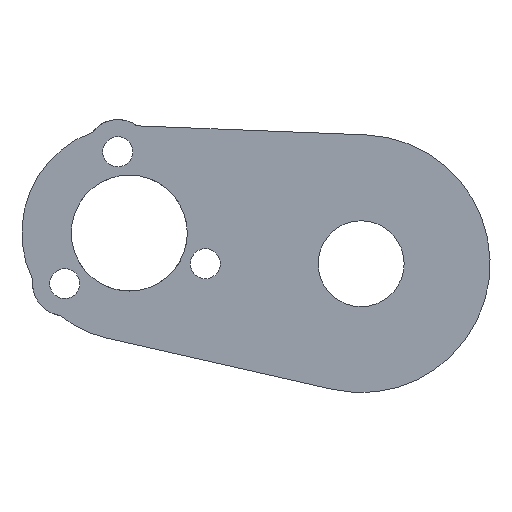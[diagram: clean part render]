
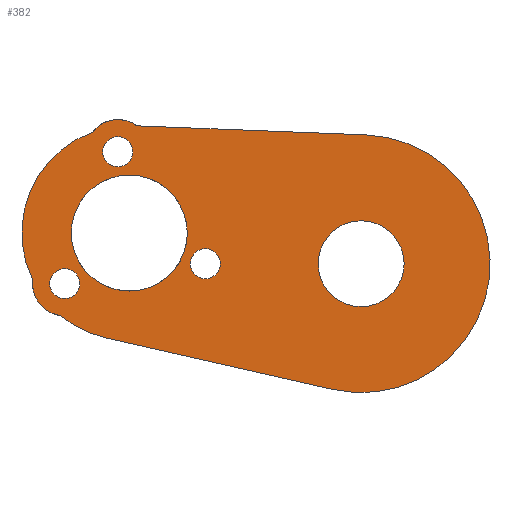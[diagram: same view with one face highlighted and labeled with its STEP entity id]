
A CAD part, front view. The second image highlights one B-rep face of the part: STEP entity #382.
In plain terms, the highlighted planar face has unit normal (0, -1, 0).
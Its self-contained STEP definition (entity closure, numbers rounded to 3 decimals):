
#19=FACE_BOUND('',#74,.T.);
#20=FACE_BOUND('',#75,.T.);
#21=FACE_BOUND('',#76,.T.);
#22=FACE_BOUND('',#77,.T.);
#23=FACE_BOUND('',#78,.T.);
#31=PLANE('',#447);
#50=FACE_OUTER_BOUND('',#73,.T.);
#73=EDGE_LOOP('',(#341,#342,#343,#344,#345,#346,#347));
#74=EDGE_LOOP('',(#348));
#75=EDGE_LOOP('',(#349));
#76=EDGE_LOOP('',(#350));
#77=EDGE_LOOP('',(#351));
#78=EDGE_LOOP('',(#352));
#95=LINE('',#669,#117);
#99=LINE('',#680,#121);
#117=VECTOR('',#556,10.);
#121=VECTOR('',#568,10.);
#124=CIRCLE('',#399,1.75);
#129=CIRCLE('',#407,3.75);
#133=CIRCLE('',#412,1.75);
#136=CIRCLE('',#417,3.75);
#140=CIRCLE('',#422,1.75);
#142=CIRCLE('',#426,12.5);
#147=CIRCLE('',#433,5.);
#149=CIRCLE('',#436,6.75);
#151=CIRCLE('',#439,12.5);
#153=CIRCLE('',#443,15.);
#156=VERTEX_POINT('',#578);
#163=VERTEX_POINT('',#596);
#164=VERTEX_POINT('',#598);
#170=VERTEX_POINT('',#612);
#173=VERTEX_POINT('',#621);
#174=VERTEX_POINT('',#623);
#180=VERTEX_POINT('',#637);
#183=VERTEX_POINT('',#652);
#184=VERTEX_POINT('',#657);
#185=VERTEX_POINT('',#662);
#187=VERTEX_POINT('',#668);
#189=VERTEX_POINT('',#674);
#193=EDGE_CURVE('',#156,#156,#124,.T.);
#201=EDGE_CURVE('',#163,#164,#129,.T.);
#209=EDGE_CURVE('',#170,#170,#133,.T.);
#213=EDGE_CURVE('',#173,#174,#136,.T.);
#221=EDGE_CURVE('',#180,#180,#140,.T.);
#223=EDGE_CURVE('',#174,#163,#142,.T.);
#229=EDGE_CURVE('',#183,#183,#147,.T.);
#232=EDGE_CURVE('',#184,#184,#149,.T.);
#234=EDGE_CURVE('',#185,#173,#151,.T.);
#237=EDGE_CURVE('',#185,#187,#95,.T.);
#240=EDGE_CURVE('',#189,#187,#153,.T.);
#243=EDGE_CURVE('',#164,#189,#99,.T.);
#341=ORIENTED_EDGE('',*,*,#223,.F.);
#342=ORIENTED_EDGE('',*,*,#213,.F.);
#343=ORIENTED_EDGE('',*,*,#234,.F.);
#344=ORIENTED_EDGE('',*,*,#237,.T.);
#345=ORIENTED_EDGE('',*,*,#240,.F.);
#346=ORIENTED_EDGE('',*,*,#243,.F.);
#347=ORIENTED_EDGE('',*,*,#201,.F.);
#348=ORIENTED_EDGE('',*,*,#193,.F.);
#349=ORIENTED_EDGE('',*,*,#209,.F.);
#350=ORIENTED_EDGE('',*,*,#221,.F.);
#351=ORIENTED_EDGE('',*,*,#229,.F.);
#352=ORIENTED_EDGE('',*,*,#232,.T.);
#382=ADVANCED_FACE('',(#50,#19,#20,#21,#22,#23),#31,.F.);
#399=AXIS2_PLACEMENT_3D('',#580,#455,#456);
#407=AXIS2_PLACEMENT_3D('',#599,#474,#475);
#412=AXIS2_PLACEMENT_3D('',#614,#488,#489);
#417=AXIS2_PLACEMENT_3D('',#624,#499,#500);
#422=AXIS2_PLACEMENT_3D('',#639,#513,#514);
#426=AXIS2_PLACEMENT_3D('',#643,#521,#522);
#433=AXIS2_PLACEMENT_3D('',#654,#536,#537);
#436=AXIS2_PLACEMENT_3D('',#659,#543,#544);
#439=AXIS2_PLACEMENT_3D('',#663,#549,#550);
#443=AXIS2_PLACEMENT_3D('',#675,#561,#562);
#447=AXIS2_PLACEMENT_3D('',#683,#572,#573);
#455=DIRECTION('center_axis',(0.,-1.,0.));
#456=DIRECTION('ref_axis',(1.,0.,0.));
#474=DIRECTION('center_axis',(0.,1.,0.));
#475=DIRECTION('ref_axis',(1.,0.,0.));
#488=DIRECTION('center_axis',(0.,-1.,0.));
#489=DIRECTION('ref_axis',(1.,0.,0.));
#499=DIRECTION('center_axis',(0.,1.,0.));
#500=DIRECTION('ref_axis',(1.,0.,0.));
#513=DIRECTION('center_axis',(0.,-1.,0.));
#514=DIRECTION('ref_axis',(1.,0.,0.));
#521=DIRECTION('center_axis',(0.,1.,0.));
#522=DIRECTION('ref_axis',(1.,0.,0.));
#536=DIRECTION('center_axis',(0.,-1.,0.));
#537=DIRECTION('ref_axis',(1.,0.,0.));
#543=DIRECTION('center_axis',(0.,1.,0.));
#544=DIRECTION('ref_axis',(1.,0.,0.));
#549=DIRECTION('center_axis',(0.,1.,0.));
#550=DIRECTION('ref_axis',(1.,0.,0.));
#556=DIRECTION('',(0.975,0.,-0.222));
#561=DIRECTION('center_axis',(0.,1.,0.));
#562=DIRECTION('ref_axis',(1.,0.,0.));
#568=DIRECTION('',(0.999,0.,-0.039));
#572=DIRECTION('center_axis',(0.,1.,0.));
#573=DIRECTION('ref_axis',(1.,0.,0.));
#578=CARTESIAN_POINT('',(-19.875,0.,0.));
#580=CARTESIAN_POINT('Origin',(-18.125,0.,0.));
#596=CARTESIAN_POINT('',(-31.296,0.,15.299));
#598=CARTESIAN_POINT('',(-26.098,0.,16.043));
#599=CARTESIAN_POINT('Origin',(-28.318,0.,13.02));
#612=CARTESIAN_POINT('',(-30.068,0.,13.02));
#614=CARTESIAN_POINT('Origin',(-28.318,0.,13.02));
#621=CARTESIAN_POINT('',(-34.982,0.,-6.035));
#623=CARTESIAN_POINT('',(-38.223,0.,-1.894));
#624=CARTESIAN_POINT('Origin',(-34.497,0.,-2.317));
#637=CARTESIAN_POINT('',(-36.247,0.,-2.317));
#639=CARTESIAN_POINT('Origin',(-34.497,0.,-2.317));
#643=CARTESIAN_POINT('Origin',(-26.98,0.,3.568));
#652=CARTESIAN_POINT('',(-5.,0.,0.));
#654=CARTESIAN_POINT('Origin',(0.,0.,0.));
#657=CARTESIAN_POINT('',(-33.73,0.,3.568));
#659=CARTESIAN_POINT('Origin',(-26.98,0.,3.568));
#662=CARTESIAN_POINT('',(-29.75,0.,-8.621));
#663=CARTESIAN_POINT('Origin',(-26.98,0.,3.568));
#668=CARTESIAN_POINT('',(-3.324,0.,-14.627));
#669=CARTESIAN_POINT('',(-35.174,0.,-7.389));
#674=CARTESIAN_POINT('',(0.592,0.,14.988));
#675=CARTESIAN_POINT('Origin',(0.,0.,0.));
#680=CARTESIAN_POINT('',(-26.487,0.,16.058));
#683=CARTESIAN_POINT('Origin',(-9.991,0.,0.521));
